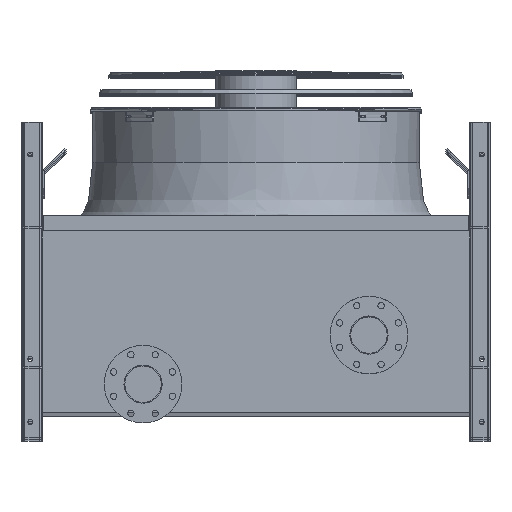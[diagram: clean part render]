
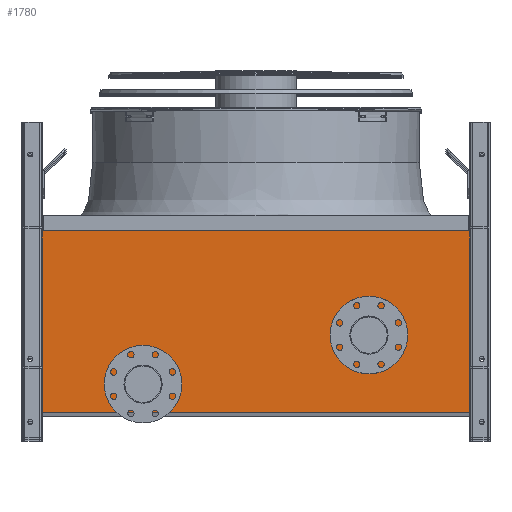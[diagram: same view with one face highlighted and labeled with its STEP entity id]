
A CAD part, top view. The second image highlights one B-rep face of the part: STEP entity #1780.
In plain terms, the highlighted planar face has unit normal (0, 0, 1).
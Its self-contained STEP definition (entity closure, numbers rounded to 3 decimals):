
#78 = CARTESIAN_POINT ( 'NONE',  ( -605., 515., 240. ) ) ;
#546 = CARTESIAN_POINT ( 'NONE',  ( 374., 220., 240. ) ) ;
#1464 = ORIENTED_EDGE ( 'NONE', *, *, #18179, .T. ) ;
#1780 = ADVANCED_FACE ( 'NONE', ( #3903, #9523, #13784 ), #23235, .T. ) ;
#1788 = VERTEX_POINT ( 'NONE', #18228 ) ;
#1828 = ORIENTED_EDGE ( 'NONE', *, *, #19776, .T. ) ;
#1939 = DIRECTION ( 'NONE',  ( 1., 0., 0. ) ) ;
#3179 = AXIS2_PLACEMENT_3D ( 'NONE', #18752, #8184, #20427 ) ;
#3807 = AXIS2_PLACEMENT_3D ( 'NONE', #5728, #18231, #7629 ) ;
#3816 = CARTESIAN_POINT ( 'NONE',  ( 605., 515., 240. ) ) ;
#3903 = FACE_BOUND ( 'NONE', #22252, .T. ) ;
#4200 = VECTOR ( 'NONE', #13936, 1000. ) ;
#5728 = CARTESIAN_POINT ( 'NONE',  ( -320., 81., 240. ) ) ;
#5872 = VECTOR ( 'NONE', #21856, 1000. ) ;
#7629 = DIRECTION ( 'NONE',  ( 0., 1., 0. ) ) ;
#7702 = CARTESIAN_POINT ( 'NONE',  ( 605., 0., 240. ) ) ;
#8184 = DIRECTION ( 'NONE',  ( 0., 0., 1. ) ) ;
#8203 = CARTESIAN_POINT ( 'NONE',  ( -320., 135., 240. ) ) ;
#9523 = FACE_OUTER_BOUND ( 'NONE', #20838, .T. ) ;
#9815 = LINE ( 'NONE', #10276, #4200 ) ;
#10276 = CARTESIAN_POINT ( 'NONE',  ( 605., 0., 240. ) ) ;
#10745 = VERTEX_POINT ( 'NONE', #12618 ) ;
#10909 = ORIENTED_EDGE ( 'NONE', *, *, #20158, .F. ) ;
#11789 = LINE ( 'NONE', #3816, #15866 ) ;
#12011 = ORIENTED_EDGE ( 'NONE', *, *, #17729, .T. ) ;
#12095 = VECTOR ( 'NONE', #13638, 1000. ) ;
#12618 = CARTESIAN_POINT ( 'NONE',  ( 605., 515., 240. ) ) ;
#12800 = CIRCLE ( 'NONE', #3807, 54. ) ;
#13099 = DIRECTION ( 'NONE',  ( 0., 0., 1. ) ) ;
#13638 = DIRECTION ( 'NONE',  ( 1., 0., 0. ) ) ;
#13713 = CARTESIAN_POINT ( 'NONE',  ( -605., 0., 240. ) ) ;
#13784 = FACE_BOUND ( 'NONE', #20808, .T. ) ;
#13936 = DIRECTION ( 'NONE',  ( 0., 1., 0. ) ) ;
#14660 = VERTEX_POINT ( 'NONE', #7702 ) ;
#14823 = ORIENTED_EDGE ( 'NONE', *, *, #18348, .T. ) ;
#15532 = LINE ( 'NONE', #78, #5872 ) ;
#15866 = VECTOR ( 'NONE', #18232, 1000. ) ;
#16745 = EDGE_CURVE ( 'NONE', #1788, #18247, #15532, .T. ) ;
#17200 = LINE ( 'NONE', #22042, #12095 ) ;
#17697 = CIRCLE ( 'NONE', #3179, 54. ) ;
#17704 = ORIENTED_EDGE ( 'NONE', *, *, #16745, .T. ) ;
#17729 = EDGE_CURVE ( 'NONE', #20209, #20209, #12800, .T. ) ;
#18179 = EDGE_CURVE ( 'NONE', #18247, #14660, #17200, .T. ) ;
#18228 = CARTESIAN_POINT ( 'NONE',  ( -605., 515., 240. ) ) ;
#18231 = DIRECTION ( 'NONE',  ( 0., 0., -1. ) ) ;
#18232 = DIRECTION ( 'NONE',  ( -1., 0., 0. ) ) ;
#18247 = VERTEX_POINT ( 'NONE', #13713 ) ;
#18348 = EDGE_CURVE ( 'NONE', #14660, #10745, #9815, .T. ) ;
#18752 = CARTESIAN_POINT ( 'NONE',  ( 320., 220., 240. ) ) ;
#19688 = VERTEX_POINT ( 'NONE', #546 ) ;
#19776 = EDGE_CURVE ( 'NONE', #10745, #1788, #11789, .T. ) ;
#20158 = EDGE_CURVE ( 'NONE', #19688, #19688, #17697, .T. ) ;
#20190 = AXIS2_PLACEMENT_3D ( 'NONE', #21486, #13099, #1939 ) ;
#20209 = VERTEX_POINT ( 'NONE', #8203 ) ;
#20427 = DIRECTION ( 'NONE',  ( 1., 0., 0. ) ) ;
#20808 = EDGE_LOOP ( 'NONE', ( #10909 ) ) ;
#20838 = EDGE_LOOP ( 'NONE', ( #17704, #1464, #14823, #1828 ) ) ;
#21486 = CARTESIAN_POINT ( 'NONE',  ( 0., 0., 240. ) ) ;
#21856 = DIRECTION ( 'NONE',  ( 0., -1., 0. ) ) ;
#22042 = CARTESIAN_POINT ( 'NONE',  ( -605., 0., 240. ) ) ;
#22252 = EDGE_LOOP ( 'NONE', ( #12011 ) ) ;
#23235 = PLANE ( 'NONE',  #20190 ) ;
